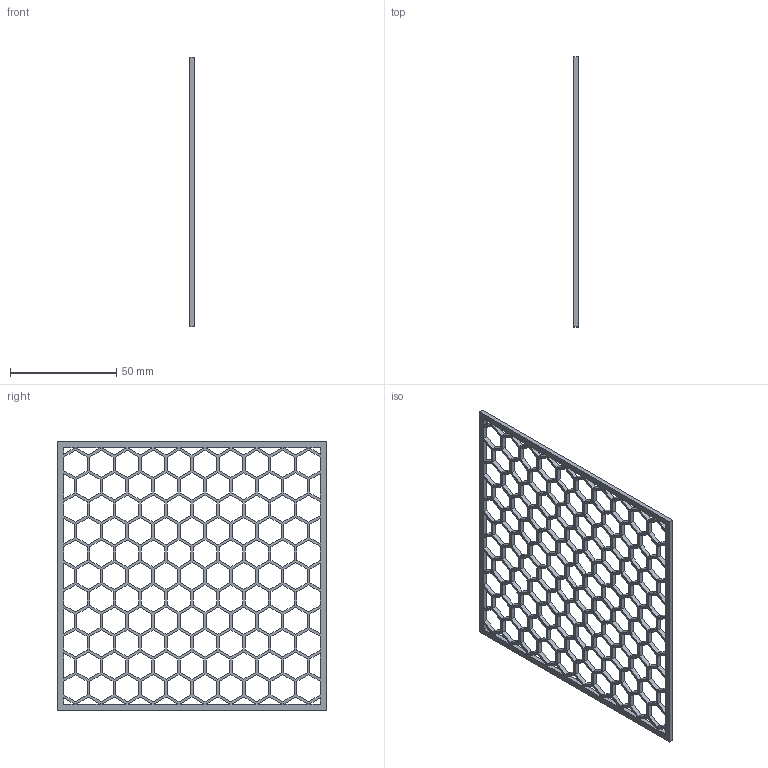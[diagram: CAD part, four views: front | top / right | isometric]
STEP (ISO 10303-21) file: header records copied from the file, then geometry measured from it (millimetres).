
FILE_DESCRIPTION(('FreeCAD Model'),'2;1');
FILE_NAME('1_white_filter_holder.stp','2021-01-19T21:38:25',('Author'),('') ,'Open CASCADE STEP processor 7.3','FreeCAD','Unknown');
FILE_SCHEMA(('AUTOMOTIVE_DESIGN { 1 0 10303 214 1 1 1 1 }'));
Products named in the file (1): white_filter_holder
Bounding box: 2 x 127 x 127 mm (x, y, z)
Volume: 8519 mm3; surface area: 19124.9 mm2
Topology: 1 solids, 1 shells, 782 faces, 2340 edges, 1560 vertices
Faces by surface type: bspline 782
Entity records: 52073 total; most frequent: CARTESIAN_POINT 16389, ORIENTED_EDGE 4680, PCURVE 4680, DEFINITIONAL_REPRESENTATION 4680, B_SPLINE_CURVE_WITH_KNOTS 4680, DIRECTION 2342, EDGE_CURVE 2340, SURFACE_CURVE 2340
